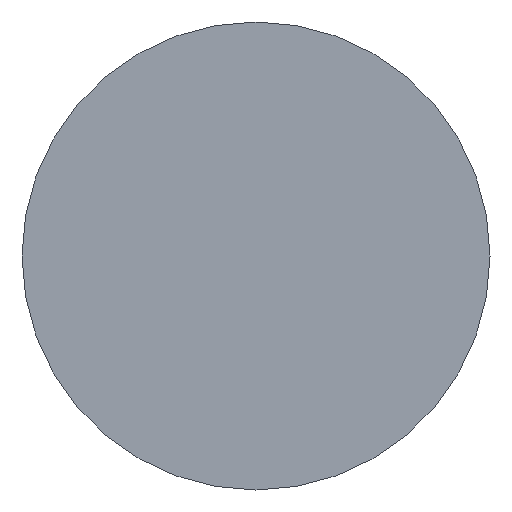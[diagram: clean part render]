
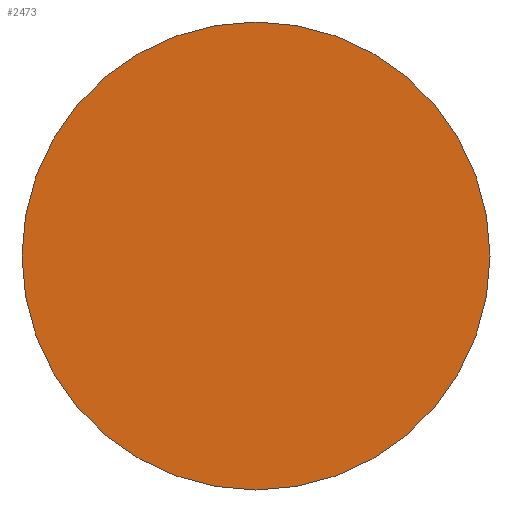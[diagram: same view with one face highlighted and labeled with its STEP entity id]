
A CAD part, front view. The second image highlights one B-rep face of the part: STEP entity #2473.
In plain terms, the highlighted planar face has unit normal (0, -1, 0).
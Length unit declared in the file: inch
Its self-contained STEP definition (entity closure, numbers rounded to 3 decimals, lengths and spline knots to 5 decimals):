
#86=PLANE('',#2720);
#254=FACE_OUTER_BOUND('',#379,.T.);
#379=EDGE_LOOP('',(#2088,#2089));
#958=CIRCLE('',#2555,0.12402);
#959=CIRCLE('',#2556,0.12402);
#1067=VERTEX_POINT('',#3555);
#1068=VERTEX_POINT('',#3557);
#1322=EDGE_CURVE('',#1067,#1068,#958,.T.);
#1323=EDGE_CURVE('',#1068,#1067,#959,.T.);
#2088=ORIENTED_EDGE('',*,*,#1323,.F.);
#2089=ORIENTED_EDGE('',*,*,#1322,.F.);
#2473=ADVANCED_FACE('',(#254),#86,.T.);
#2555=AXIS2_PLACEMENT_3D('',#3558,#2845,#2846);
#2556=AXIS2_PLACEMENT_3D('',#3559,#2847,#2848);
#2720=AXIS2_PLACEMENT_3D('',#4145,#3401,#3402);
#2845=DIRECTION('center_axis',(0.,1.,0.));
#2846=DIRECTION('ref_axis',(0.,0.,1.));
#2847=DIRECTION('center_axis',(0.,1.,0.));
#2848=DIRECTION('ref_axis',(0.,0.,1.));
#3401=DIRECTION('center_axis',(0.,-1.,0.));
#3402=DIRECTION('ref_axis',(0.,0.,-1.));
#3555=CARTESIAN_POINT('',(0.,0.,-0.12402));
#3557=CARTESIAN_POINT('',(0.,0.,0.12402));
#3558=CARTESIAN_POINT('Origin',(0.,0.,0.));
#3559=CARTESIAN_POINT('Origin',(0.,0.,0.));
#4145=CARTESIAN_POINT('Origin',(0.,0.,0.));
